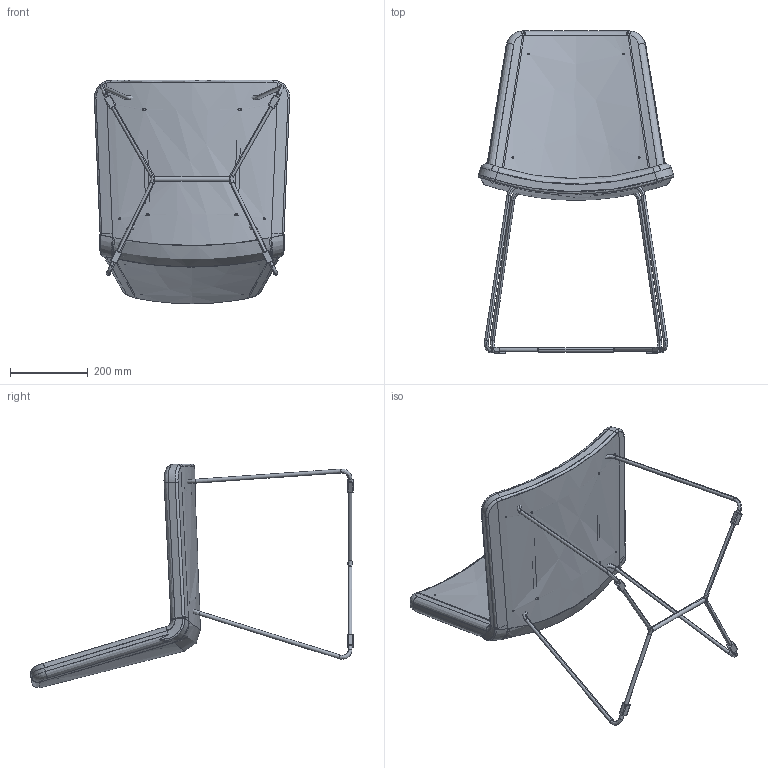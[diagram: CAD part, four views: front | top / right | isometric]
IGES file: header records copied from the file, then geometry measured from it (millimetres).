
Start section: SolidWorks IGES file using NURBS representation for surfaces
Global section: file name: SHELL SD.IGS; native system: SolidWorks 2011; preprocessor: SolidWorks 2011; author: alberto; date: 110228.145417; units: millimetre
Bounding box: 501.27 x 827.35 x 574.59 mm (x, y, z)
Surface area: 1696833.6 mm2 (no closed solid volume)
Topology: 0 solids, 0 shells, 659 faces, 10098 edges, 10112 vertices
Faces by surface type: bspline 659
